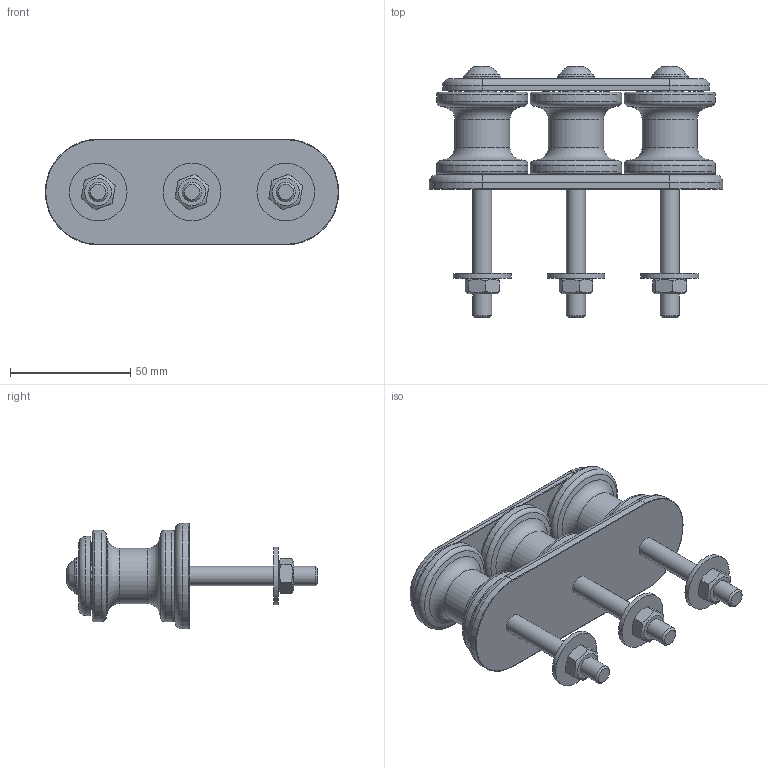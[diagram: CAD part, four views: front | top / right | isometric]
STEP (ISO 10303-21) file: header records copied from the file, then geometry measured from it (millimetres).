
FILE_DESCRIPTION(/* description */ (''),/* implementation_level */ '2;1');
FILE_NAME(/* name */ '523.042.stp',/* time_stamp */ '2020-04-17T11:36:35+02:00',/* author */ ('gianni'),/* organization */ (''),/* preprocessor_version */ 'ST-DEVELOPER v18.1',/* originating_system */ 'Autodesk Inventor 2021',/* authorisation */ '');
FILE_SCHEMA (('AUTOMOTIVE_DESIGN { 1 0 10303 214 3 1 1 }'));
Length unit declared in the file: millimetre
Products named in the file (1): 20041713
Bounding box: 122 x 104.4 x 44 mm (x, y, z)
Volume: 130006.8 mm3; surface area: 43746.9 mm2
Topology: 1 solids, 1 shells, 325 faces, 608 edges, 473 vertices
Faces by surface type: sphere 162, plane 68, cylinder 39, torus 29, cone 24, bspline 3
Full cylindrical faces by diameter (mm): 8 x6, 12 x6, 15.6 x3, 23 x3, 24 x3, 38 x6
Entity records: 8636 total; most frequent: CARTESIAN_POINT 1641, DIRECTION 1595, ORIENTED_EDGE 1216, AXIS2_PLACEMENT_3D 742, EDGE_CURVE 608, EDGE_LOOP 517, VERTEX_POINT 473, CIRCLE 419
